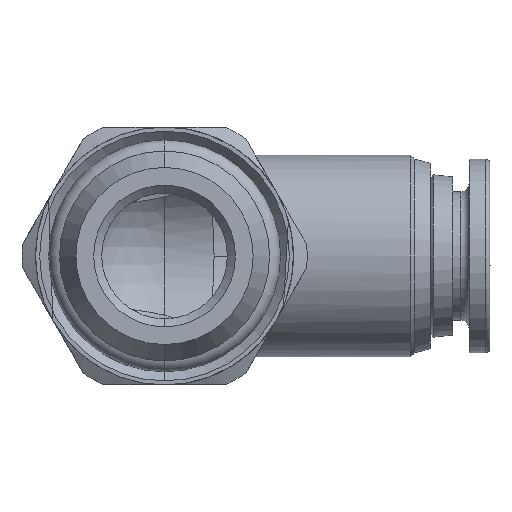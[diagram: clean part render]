
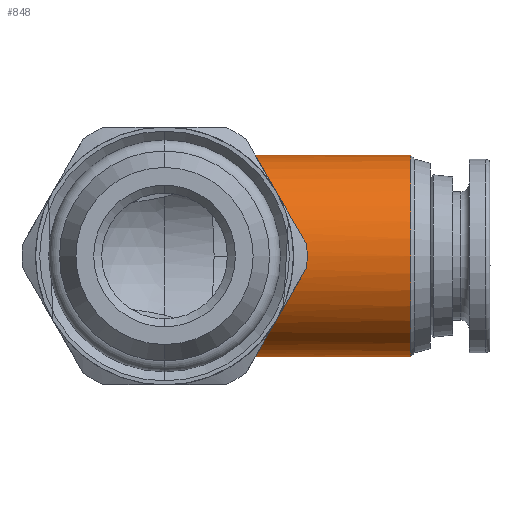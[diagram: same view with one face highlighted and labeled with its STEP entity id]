
A CAD part, front view. The second image highlights one B-rep face of the part: STEP entity #848.
In plain terms, the highlighted cylindrical face has radius 6.25 mm (diameter 12.5 mm), a partial arc.
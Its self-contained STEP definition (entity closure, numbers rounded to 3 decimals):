
#266 =( BOUNDED_CURVE ( )  B_SPLINE_CURVE ( 3, ( #2786, #7175, #1279, #6473 ),
 .UNSPECIFIED., .F., .F. ) 
 B_SPLINE_CURVE_WITH_KNOTS ( ( 4, 4 ),
 ( 4.712, 5.077 ),
 .UNSPECIFIED. ) 
 CURVE ( )  GEOMETRIC_REPRESENTATION_ITEM ( )  RATIONAL_B_SPLINE_CURVE ( ( 1., 0.989, 0.989, 1. ) ) 
 REPRESENTATION_ITEM ( '' )  );
#807 = DIRECTION ( 'NONE',  ( -1., 0., 0. ) ) ;
#848 = ADVANCED_FACE ( 'NONE', ( #6225 ), #9266, .T. ) ;
#1008 = VERTEX_POINT ( 'NONE', #6878 ) ;
#1279 = CARTESIAN_POINT ( 'NONE',  ( 2.419, 12.885, 6.112 ) ) ;
#1505 = CARTESIAN_POINT ( 'NONE',  ( 4.731, 9.669, 4.884 ) ) ;
#1560 = VECTOR ( 'NONE', #9531, 1000. ) ;
#1711 = CARTESIAN_POINT ( 'NONE',  ( 15.268, 14.4, 0. ) ) ;
#2013 = CARTESIAN_POINT ( 'NONE',  ( 2.825, 14.4, 6.25 ) ) ;
#2286 =( BOUNDED_CURVE ( )  B_SPLINE_CURVE ( 3, ( #3095, #7475, #8239, #3848 ),
 .UNSPECIFIED., .F., .F. ) 
 B_SPLINE_CURVE_WITH_KNOTS ( ( 4, 4 ),
 ( 1.206, 1.571 ),
 .UNSPECIFIED. ) 
 CURVE ( )  GEOMETRIC_REPRESENTATION_ITEM ( )  RATIONAL_B_SPLINE_CURVE ( ( 1., 0.989, 0.989, 1. ) ) 
 REPRESENTATION_ITEM ( '' )  );
#2364 = EDGE_CURVE ( 'NONE', #5477, #9413, #7155, .T. ) ;
#2493 = DIRECTION ( 'NONE',  ( 0., 0., 1. ) ) ;
#2595 =( BOUNDED_CURVE ( )  B_SPLINE_CURVE ( 3, ( #6708, #1505, #3052, #8194 ),
 .UNSPECIFIED., .F., .F. ) 
 B_SPLINE_CURVE_WITH_KNOTS ( ( 4, 4 ),
 ( 1.935, 3.142 ),
 .UNSPECIFIED. ) 
 CURVE ( )  GEOMETRIC_REPRESENTATION_ITEM ( )  RATIONAL_B_SPLINE_CURVE ( ( 1., 0.882, 0.882, 1. ) ) 
 REPRESENTATION_ITEM ( '' )  );
#2596 = CARTESIAN_POINT ( 'NONE',  ( 2.228, 12.172, -5.839 ) ) ;
#2786 = CARTESIAN_POINT ( 'NONE',  ( 2.825, 14.4, 6.25 ) ) ;
#2804 = EDGE_CURVE ( 'NONE', #4778, #3508, #3609, .T. ) ;
#3052 = CARTESIAN_POINT ( 'NONE',  ( 6.25, 8.15, 2.678 ) ) ;
#3095 = CARTESIAN_POINT ( 'NONE',  ( 2.228, 12.172, -5.839 ) ) ;
#3178 = EDGE_CURVE ( 'NONE', #7164, #9413, #2286, .T. ) ;
#3508 = VERTEX_POINT ( 'NONE', #2013 ) ;
#3609 = LINE ( 'NONE', #8761, #1560 ) ;
#3634 = AXIS2_PLACEMENT_3D ( 'NONE', #9039, #8223, #6768 ) ;
#3833 = VERTEX_POINT ( 'NONE', #4335 ) ;
#3848 = CARTESIAN_POINT ( 'NONE',  ( 2.825, 14.4, -6.25 ) ) ;
#3917 = CARTESIAN_POINT ( 'NONE',  ( 2.825, 14.4, -6.25 ) ) ;
#4335 = CARTESIAN_POINT ( 'NONE',  ( 2.228, 12.172, 5.839 ) ) ;
#4609 = CARTESIAN_POINT ( 'NONE',  ( 0., 14.4, -6.25 ) ) ;
#4777 = CARTESIAN_POINT ( 'NONE',  ( 6.25, 8.15, 0. ) ) ;
#4778 = VERTEX_POINT ( 'NONE', #6064 ) ;
#4811 = CARTESIAN_POINT ( 'NONE',  ( 6.25, 8.15, -2.678 ) ) ;
#5023 = CARTESIAN_POINT ( 'NONE',  ( 15.268, 14.4, -6.25 ) ) ;
#5346 = ORIENTED_EDGE ( 'NONE', *, *, #6254, .T. ) ;
#5477 = VERTEX_POINT ( 'NONE', #5023 ) ;
#6064 = CARTESIAN_POINT ( 'NONE',  ( 15.268, 14.4, 6.25 ) ) ;
#6130 = ORIENTED_EDGE ( 'NONE', *, *, #3178, .T. ) ;
#6138 = CIRCLE ( 'NONE', #9684, 6.25 ) ;
#6225 = FACE_OUTER_BOUND ( 'NONE', #7612, .T. ) ;
#6254 = EDGE_CURVE ( 'NONE', #5477, #4778, #6138, .T. ) ;
#6430 = EDGE_CURVE ( 'NONE', #1008, #7164, #8454, .T. ) ;
#6473 = CARTESIAN_POINT ( 'NONE',  ( 2.228, 12.172, 5.839 ) ) ;
#6671 = ORIENTED_EDGE ( 'NONE', *, *, #6756, .T. ) ;
#6692 = ORIENTED_EDGE ( 'NONE', *, *, #6430, .T. ) ;
#6708 = CARTESIAN_POINT ( 'NONE',  ( 2.228, 12.172, 5.839 ) ) ;
#6756 = EDGE_CURVE ( 'NONE', #3833, #1008, #2595, .T. ) ;
#6768 = DIRECTION ( 'NONE',  ( 0., 0., 1. ) ) ;
#6878 = CARTESIAN_POINT ( 'NONE',  ( 6.25, 8.15, 0. ) ) ;
#6902 = DIRECTION ( 'NONE',  ( -1., 0., 0. ) ) ;
#6925 = VECTOR ( 'NONE', #807, 1000. ) ;
#7002 = CARTESIAN_POINT ( 'NONE',  ( 4.731, 9.669, -4.884 ) ) ;
#7155 = LINE ( 'NONE', #4609, #6925 ) ;
#7164 = VERTEX_POINT ( 'NONE', #8000 ) ;
#7175 = CARTESIAN_POINT ( 'NONE',  ( 2.621, 13.636, 6.25 ) ) ;
#7475 = CARTESIAN_POINT ( 'NONE',  ( 2.419, 12.885, -6.112 ) ) ;
#7612 = EDGE_LOOP ( 'NONE', ( #9032, #5346, #9052, #8098, #6671, #6692, #6130 ) ) ;
#8000 = CARTESIAN_POINT ( 'NONE',  ( 2.228, 12.172, -5.839 ) ) ;
#8066 = EDGE_CURVE ( 'NONE', #3508, #3833, #266, .T. ) ;
#8098 = ORIENTED_EDGE ( 'NONE', *, *, #8066, .T. ) ;
#8194 = CARTESIAN_POINT ( 'NONE',  ( 6.25, 8.15, 0. ) ) ;
#8223 = DIRECTION ( 'NONE',  ( -1., 0., 0. ) ) ;
#8239 = CARTESIAN_POINT ( 'NONE',  ( 2.621, 13.636, -6.25 ) ) ;
#8454 =( BOUNDED_CURVE ( )  B_SPLINE_CURVE ( 3, ( #4777, #4811, #7002, #2596 ),
 .UNSPECIFIED., .F., .T. ) 
 B_SPLINE_CURVE_WITH_KNOTS ( ( 4, 4 ),
 ( 3.142, 4.348 ),
 .UNSPECIFIED. ) 
 CURVE ( )  GEOMETRIC_REPRESENTATION_ITEM ( )  RATIONAL_B_SPLINE_CURVE ( ( 1., 0.882, 0.882, 1. ) ) 
 REPRESENTATION_ITEM ( '' )  );
#8761 = CARTESIAN_POINT ( 'NONE',  ( 0., 14.4, 6.25 ) ) ;
#9032 = ORIENTED_EDGE ( 'NONE', *, *, #2364, .F. ) ;
#9039 = CARTESIAN_POINT ( 'NONE',  ( 0., 14.4, 0. ) ) ;
#9052 = ORIENTED_EDGE ( 'NONE', *, *, #2804, .T. ) ;
#9266 = CYLINDRICAL_SURFACE ( 'NONE', #3634, 6.25 ) ;
#9413 = VERTEX_POINT ( 'NONE', #3917 ) ;
#9531 = DIRECTION ( 'NONE',  ( -1., 0., 0. ) ) ;
#9684 = AXIS2_PLACEMENT_3D ( 'NONE', #1711, #6902, #2493 ) ;
